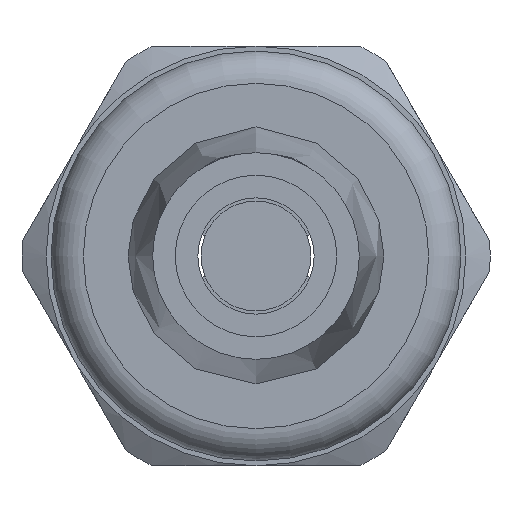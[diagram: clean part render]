
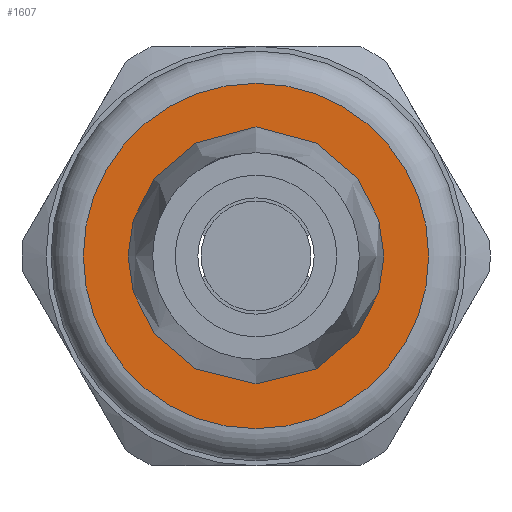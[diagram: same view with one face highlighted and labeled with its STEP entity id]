
A CAD part, front view. The second image highlights one B-rep face of the part: STEP entity #1607.
In plain terms, the highlighted planar face has unit normal (0, -1, 0).
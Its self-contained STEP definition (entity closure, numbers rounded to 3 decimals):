
#70 = CARTESIAN_POINT ( 'NONE',  ( -5.35, -21.8, 0. ) ) ;
#144 = CARTESIAN_POINT ( 'NONE',  ( -2.5, -21.8, 0. ) ) ;
#185 = DIRECTION ( 'NONE',  ( 0., -1., 0. ) ) ;
#264 = AXIS2_PLACEMENT_3D ( 'NONE', #1477, #1292, #375 ) ;
#369 = PLANE ( 'NONE',  #1824 ) ;
#375 = DIRECTION ( 'NONE',  ( -1., 0., 0. ) ) ;
#485 = ORIENTED_EDGE ( 'NONE', *, *, #2015, .T. ) ;
#560 = CARTESIAN_POINT ( 'NONE',  ( 0., -21.8, -2.5 ) ) ;
#985 = EDGE_LOOP ( 'NONE', ( #485 ) ) ;
#1087 = ORIENTED_EDGE ( 'NONE', *, *, #1501, .F. ) ;
#1103 = VERTEX_POINT ( 'NONE', #144 ) ;
#1292 = DIRECTION ( 'NONE',  ( 0., 1., 0. ) ) ;
#1382 = AXIS2_PLACEMENT_3D ( 'NONE', #2427, #1626, #1463 ) ;
#1398 = FACE_BOUND ( 'NONE', #985, .T. ) ;
#1463 = DIRECTION ( 'NONE',  ( -1., 0., 0. ) ) ;
#1477 = CARTESIAN_POINT ( 'NONE',  ( 0., -21.8, 0. ) ) ;
#1501 = EDGE_CURVE ( 'NONE', #1711, #1711, #1966, .T. ) ;
#1607 = ADVANCED_FACE ( 'NONE', ( #1398, #2424 ), #369, .T. ) ;
#1626 = DIRECTION ( 'NONE',  ( 0., 1., 0. ) ) ;
#1711 = VERTEX_POINT ( 'NONE', #70 ) ;
#1727 = CIRCLE ( 'NONE', #264, 2.5 ) ;
#1824 = AXIS2_PLACEMENT_3D ( 'NONE', #560, #185, #2090 ) ;
#1966 = CIRCLE ( 'NONE', #1382, 5.35 ) ;
#2015 = EDGE_CURVE ( 'NONE', #1103, #1103, #1727, .T. ) ;
#2090 = DIRECTION ( 'NONE',  ( 1., 0., 0. ) ) ;
#2318 = EDGE_LOOP ( 'NONE', ( #1087 ) ) ;
#2424 = FACE_OUTER_BOUND ( 'NONE', #2318, .T. ) ;
#2427 = CARTESIAN_POINT ( 'NONE',  ( 0., -21.8, 0. ) ) ;
